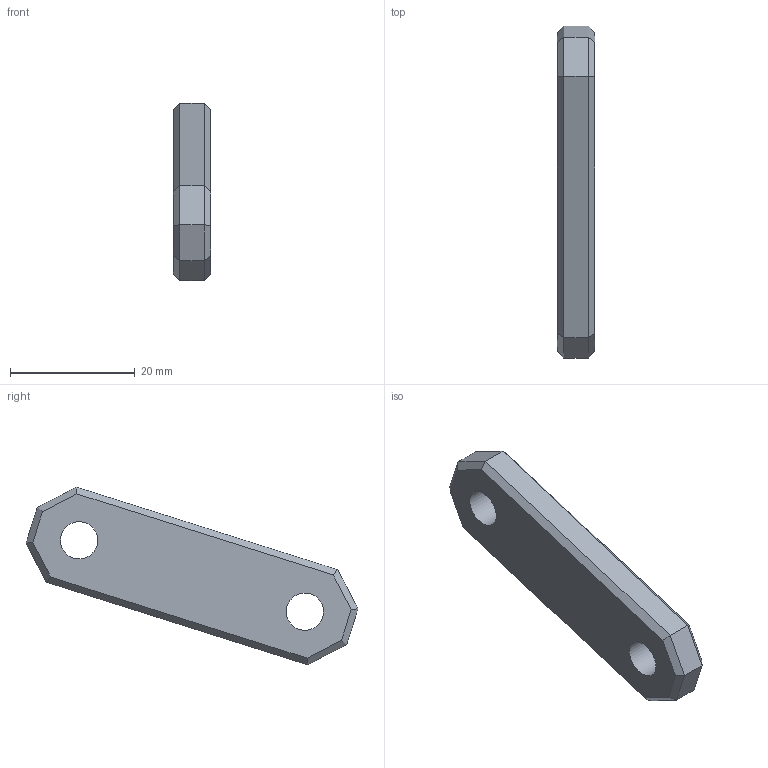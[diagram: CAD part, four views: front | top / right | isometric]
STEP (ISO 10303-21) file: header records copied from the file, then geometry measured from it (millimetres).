
FILE_DESCRIPTION(/* description */ (''),/* implementation_level */ '2;1');
FILE_NAME(/* name */ '4 - Bars (4x)_.step',/* time_stamp */ '2024-05-20T22:29:13+02:00',/* author */ (''),/* organization */ (''),/* preprocessor_version */ 'ST-DEVELOPER v20',/* originating_system */ 'Autodesk Translation Framework v12.20.1.177',/* authorisation */ '');
FILE_SCHEMA (('AUTOMOTIVE_DESIGN { 1 0 10303 214 3 1 1 }'));
Length unit declared in the file: millimetre
Products named in the file (2): stand vesa; Componente7
Assembly tree (1 placements, depth 2):
  stand vesa
    Componente7
Bounding box: 6 x 53.3 x 28.52 mm (x, y, z)
Volume: 4418.6 mm3; surface area: 2357.8 mm2
Topology: 1 solids, 1 shells, 28 faces, 62 edges, 36 vertices
Faces by surface type: plane 26, cylinder 2
Full cylindrical faces by diameter (mm): 6 x2
Entity records: 803 total; most frequent: CARTESIAN_POINT 129, DIRECTION 128, ORIENTED_EDGE 124, EDGE_CURVE 62, LINE 58, VECTOR 58, VERTEX_POINT 36, AXIS2_PLACEMENT_3D 35
